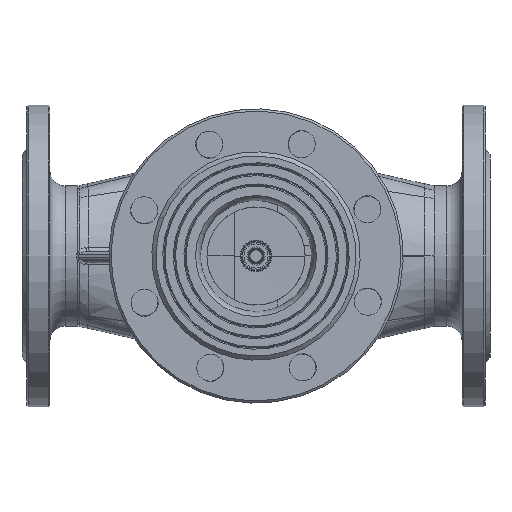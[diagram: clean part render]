
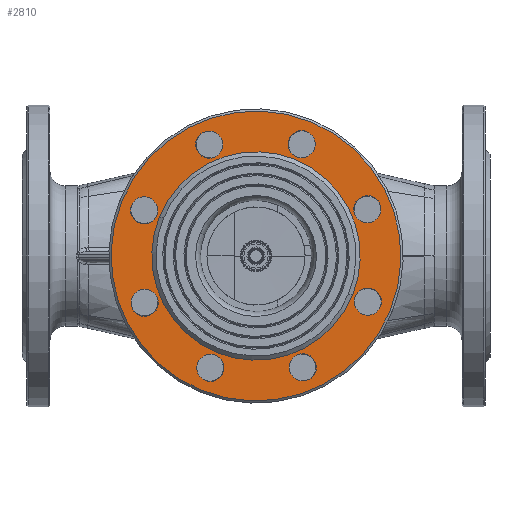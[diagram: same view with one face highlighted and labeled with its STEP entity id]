
A CAD part, front view. The second image highlights one B-rep face of the part: STEP entity #2810.
In plain terms, the highlighted planar face has unit normal (0, -1, 0).
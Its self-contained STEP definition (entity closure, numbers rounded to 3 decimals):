
#1430=CARTESIAN_POINT('',(-9.675,-187.777,
310.004));
#1431=DIRECTION('',(0.,-1.,0.));
#1432=DIRECTION('',(-0.926,0.,0.378));
#1433=AXIS2_PLACEMENT_3D('',#1430,#1431,#1432);
#1435=CARTESIAN_POINT('',(-9.675,-187.777,
310.004));
#1436=DIRECTION('',(0.,-1.,0.));
#1437=DIRECTION('',(0.926,0.,-0.378));
#1438=AXIS2_PLACEMENT_3D('',#1435,#1436,#1437);
#1440=CARTESIAN_POINT('',(-9.675,-187.777,
310.004));
#1441=DIRECTION('',(0.,1.,0.));
#1442=DIRECTION('',(-0.926,0.,0.378));
#1443=AXIS2_PLACEMENT_3D('',#1440,#1441,#1442);
#1445=CARTESIAN_POINT('',(-9.675,-187.777,
310.004));
#1446=DIRECTION('',(0.,1.,0.));
#1447=DIRECTION('',(0.926,0.,-0.378));
#1448=AXIS2_PLACEMENT_3D('',#1445,#1446,#1447);
#1450=CARTESIAN_POINT('',(-83.74,-187.777,
340.242));
#1451=DIRECTION('',(0.,1.,0.));
#1452=DIRECTION('',(0.926,0.,-0.378));
#1453=AXIS2_PLACEMENT_3D('',#1450,#1451,#1452);
#1455=CARTESIAN_POINT('',(-83.74,-187.777,
340.242));
#1456=DIRECTION('',(0.,1.,0.));
#1457=DIRECTION('',(-0.926,0.,0.378));
#1458=AXIS2_PLACEMENT_3D('',#1455,#1456,#1457);
#1460=CARTESIAN_POINT('',(-40.664,-187.777,
383.757));
#1461=DIRECTION('',(0.,1.,0.));
#1462=DIRECTION('',(0.926,0.,-0.378));
#1463=AXIS2_PLACEMENT_3D('',#1460,#1461,#1462);
#1465=CARTESIAN_POINT('',(-40.664,-187.777,
383.757));
#1466=DIRECTION('',(0.,1.,0.));
#1467=DIRECTION('',(-0.926,0.,0.378));
#1468=AXIS2_PLACEMENT_3D('',#1465,#1466,#1467);
#1470=CARTESIAN_POINT('',(20.564,-187.777,384.068));
#1471=DIRECTION('',(0.,1.,0.));
#1472=DIRECTION('',(0.926,0.,-0.378));
#1473=AXIS2_PLACEMENT_3D('',#1470,#1471,#1472);
#1475=CARTESIAN_POINT('',(20.564,-187.777,384.068));
#1476=DIRECTION('',(0.,1.,0.));
#1477=DIRECTION('',(-0.926,0.,0.378));
#1478=AXIS2_PLACEMENT_3D('',#1475,#1476,#1477);
#1480=CARTESIAN_POINT('',(64.079,-187.777,340.993));
#1481=DIRECTION('',(0.,1.,0.));
#1482=DIRECTION('',(0.926,0.,-0.378));
#1483=AXIS2_PLACEMENT_3D('',#1480,#1481,#1482);
#1485=CARTESIAN_POINT('',(64.079,-187.777,340.993));
#1486=DIRECTION('',(0.,1.,0.));
#1487=DIRECTION('',(-0.926,0.,0.378));
#1488=AXIS2_PLACEMENT_3D('',#1485,#1486,#1487);
#1490=CARTESIAN_POINT('',(64.39,-187.777,279.765));
#1491=DIRECTION('',(0.,1.,0.));
#1492=DIRECTION('',(0.926,0.,-0.378));
#1493=AXIS2_PLACEMENT_3D('',#1490,#1491,#1492);
#1495=CARTESIAN_POINT('',(64.39,-187.777,279.765));
#1496=DIRECTION('',(0.,1.,0.));
#1497=DIRECTION('',(-0.926,0.,0.378));
#1498=AXIS2_PLACEMENT_3D('',#1495,#1496,#1497);
#1500=CARTESIAN_POINT('',(21.315,-187.777,236.25));
#1501=DIRECTION('',(0.,1.,0.));
#1502=DIRECTION('',(0.926,0.,-0.378));
#1503=AXIS2_PLACEMENT_3D('',#1500,#1501,#1502);
#1505=CARTESIAN_POINT('',(21.315,-187.777,236.25));
#1506=DIRECTION('',(0.,1.,0.));
#1507=DIRECTION('',(-0.926,0.,0.378));
#1508=AXIS2_PLACEMENT_3D('',#1505,#1506,#1507);
#1510=CARTESIAN_POINT('',(-39.914,-187.777,
235.939));
#1511=DIRECTION('',(0.,1.,0.));
#1512=DIRECTION('',(0.926,0.,-0.378));
#1513=AXIS2_PLACEMENT_3D('',#1510,#1511,#1512);
#1515=CARTESIAN_POINT('',(-39.914,-187.777,
235.939));
#1516=DIRECTION('',(0.,1.,0.));
#1517=DIRECTION('',(-0.926,0.,0.378));
#1518=AXIS2_PLACEMENT_3D('',#1515,#1516,#1517);
#1520=CARTESIAN_POINT('',(-83.429,-187.777,
279.014));
#1521=DIRECTION('',(0.,1.,0.));
#1522=DIRECTION('',(0.926,0.,-0.378));
#1523=AXIS2_PLACEMENT_3D('',#1520,#1521,#1522);
#1525=CARTESIAN_POINT('',(-83.429,-187.777,
279.014));
#1526=DIRECTION('',(0.,1.,0.));
#1527=DIRECTION('',(-0.926,0.,0.378));
#1528=AXIS2_PLACEMENT_3D('',#1525,#1526,#1527);
#1966=CARTESIAN_POINT('',(12.983,-187.777,239.652));
#1967=CARTESIAN_POINT('',(29.647,-187.777,232.848));
#1968=VERTEX_POINT('',#1966);
#1969=VERTEX_POINT('',#1967);
#1974=CARTESIAN_POINT('',(-32.332,-187.777,
380.356));
#1976=VERTEX_POINT('',#1974);
#1986=CARTESIAN_POINT('',(-48.997,-187.777,
387.159));
#1987=VERTEX_POINT('',#1986);
#1988=CARTESIAN_POINT('',(-98.553,-187.777,
346.29));
#1989=CARTESIAN_POINT('',(79.203,-187.777,273.717));
#1990=VERTEX_POINT('',#1988);
#1991=VERTEX_POINT('',#1989);
#2004=CARTESIAN_POINT('',(56.058,-187.777,283.167));
#2006=VERTEX_POINT('',#2004);
#2014=CARTESIAN_POINT('',(-75.096,-187.777,
275.612));
#2015=CARTESIAN_POINT('',(-91.761,-187.777,
282.416));
#2016=VERTEX_POINT('',#2014);
#2017=VERTEX_POINT('',#2015);
#2026=CARTESIAN_POINT('',(72.722,-187.777,276.363));
#2027=VERTEX_POINT('',#2026);
#2054=CARTESIAN_POINT('',(-73.556,-187.777,
336.085));
#2056=VERTEX_POINT('',#2054);
#2068=CARTESIAN_POINT('',(55.747,-187.777,344.395));
#2070=VERTEX_POINT('',#2068);
#2074=CARTESIAN_POINT('',(54.206,-187.777,283.923));
#2076=VERTEX_POINT('',#2074);
#2098=CARTESIAN_POINT('',(12.232,-187.777,387.47));
#2100=VERTEX_POINT('',#2098);
#2108=CARTESIAN_POINT('',(28.896,-187.777,380.667));
#2109=VERTEX_POINT('',#2108);
#2114=CARTESIAN_POINT('',(-75.407,-187.777,
336.841));
#2115=VERTEX_POINT('',#2114);
#2184=CARTESIAN_POINT('',(-92.072,-187.777,
343.644));
#2185=VERTEX_POINT('',#2184);
#2200=CARTESIAN_POINT('',(72.411,-187.777,337.591));
#2201=VERTEX_POINT('',#2200);
#2214=CARTESIAN_POINT('',(-48.246,-187.777,
239.341));
#2215=VERTEX_POINT('',#2214);
#2216=CARTESIAN_POINT('',(-31.581,-187.777,
232.537));
#2217=VERTEX_POINT('',#2216);
#2746=CARTESIAN_POINT('',(-9.675,-187.777,
310.004));
#2747=DIRECTION('',(0.,-1.,0.));
#2748=DIRECTION('',(0.926,0.,-0.378));
#2749=AXIS2_PLACEMENT_3D('',#2746,#2747,#2748);
#2750=PLANE('',#2749);
#2752=ORIENTED_EDGE('',*,*,#2751,.F.);
#2753=ORIENTED_EDGE('',*,*,#2736,.F.);
#2754=EDGE_LOOP('',(#2752,#2753));
#2755=FACE_OUTER_BOUND('',#2754,.F.);
#2757=ORIENTED_EDGE('',*,*,#2756,.F.);
#2759=ORIENTED_EDGE('',*,*,#2758,.F.);
#2760=EDGE_LOOP('',(#2757,#2759));
#2761=FACE_BOUND('',#2760,.F.);
#2763=ORIENTED_EDGE('',*,*,#2762,.F.);
#2765=ORIENTED_EDGE('',*,*,#2764,.F.);
#2766=EDGE_LOOP('',(#2763,#2765));
#2767=FACE_BOUND('',#2766,.F.);
#2769=ORIENTED_EDGE('',*,*,#2768,.F.);
#2771=ORIENTED_EDGE('',*,*,#2770,.F.);
#2772=EDGE_LOOP('',(#2769,#2771));
#2773=FACE_BOUND('',#2772,.F.);
#2775=ORIENTED_EDGE('',*,*,#2774,.F.);
#2777=ORIENTED_EDGE('',*,*,#2776,.F.);
#2778=EDGE_LOOP('',(#2775,#2777));
#2779=FACE_BOUND('',#2778,.F.);
#2781=ORIENTED_EDGE('',*,*,#2780,.F.);
#2783=ORIENTED_EDGE('',*,*,#2782,.F.);
#2784=EDGE_LOOP('',(#2781,#2783));
#2785=FACE_BOUND('',#2784,.F.);
#2787=ORIENTED_EDGE('',*,*,#2786,.F.);
#2789=ORIENTED_EDGE('',*,*,#2788,.F.);
#2790=EDGE_LOOP('',(#2787,#2789));
#2791=FACE_BOUND('',#2790,.F.);
#2793=ORIENTED_EDGE('',*,*,#2792,.F.);
#2795=ORIENTED_EDGE('',*,*,#2794,.F.);
#2796=EDGE_LOOP('',(#2793,#2795));
#2797=FACE_BOUND('',#2796,.F.);
#2799=ORIENTED_EDGE('',*,*,#2798,.F.);
#2801=ORIENTED_EDGE('',*,*,#2800,.F.);
#2802=EDGE_LOOP('',(#2799,#2801));
#2803=FACE_BOUND('',#2802,.F.);
#2805=ORIENTED_EDGE('',*,*,#2804,.F.);
#2807=ORIENTED_EDGE('',*,*,#2806,.F.);
#2808=EDGE_LOOP('',(#2805,#2807));
#2809=FACE_BOUND('',#2808,.F.);
#2810=ADVANCED_FACE('',(#2755,#2761,#2767,#2773,#2779,#2785,#2791,#2797,#2803,
#2809),#2750,.T.);
#1434=CIRCLE('',#1433,96.);
#1439=CIRCLE('',#1438,96.);
#1444=CIRCLE('',#1443,69.);
#1449=CIRCLE('',#1448,69.);
#1454=CIRCLE('',#1453,9.);
#1459=CIRCLE('',#1458,9.);
#1464=CIRCLE('',#1463,9.);
#1469=CIRCLE('',#1468,9.);
#1474=CIRCLE('',#1473,9.);
#1479=CIRCLE('',#1478,9.);
#1484=CIRCLE('',#1483,9.);
#1489=CIRCLE('',#1488,9.);
#1494=CIRCLE('',#1493,9.);
#1499=CIRCLE('',#1498,9.);
#1504=CIRCLE('',#1503,9.);
#1509=CIRCLE('',#1508,9.);
#1514=CIRCLE('',#1513,9.);
#1519=CIRCLE('',#1518,9.);
#1524=CIRCLE('',#1523,9.);
#1529=CIRCLE('',#1528,9.);
#2736=EDGE_CURVE('',#1991,#1990,#1439,.T.);
#2751=EDGE_CURVE('',#1990,#1991,#1434,.T.);
#2756=EDGE_CURVE('',#2056,#2076,#1444,.T.);
#2758=EDGE_CURVE('',#2076,#2056,#1449,.T.);
#2762=EDGE_CURVE('',#2115,#2185,#1454,.T.);
#2764=EDGE_CURVE('',#2185,#2115,#1459,.T.);
#2768=EDGE_CURVE('',#1976,#1987,#1464,.T.);
#2770=EDGE_CURVE('',#1987,#1976,#1469,.T.);
#2774=EDGE_CURVE('',#2109,#2100,#1474,.T.);
#2776=EDGE_CURVE('',#2100,#2109,#1479,.T.);
#2780=EDGE_CURVE('',#2201,#2070,#1484,.T.);
#2782=EDGE_CURVE('',#2070,#2201,#1489,.T.);
#2786=EDGE_CURVE('',#2027,#2006,#1494,.T.);
#2788=EDGE_CURVE('',#2006,#2027,#1499,.T.);
#2792=EDGE_CURVE('',#1969,#1968,#1504,.T.);
#2794=EDGE_CURVE('',#1968,#1969,#1509,.T.);
#2798=EDGE_CURVE('',#2217,#2215,#1514,.T.);
#2800=EDGE_CURVE('',#2215,#2217,#1519,.T.);
#2804=EDGE_CURVE('',#2016,#2017,#1524,.T.);
#2806=EDGE_CURVE('',#2017,#2016,#1529,.T.);
